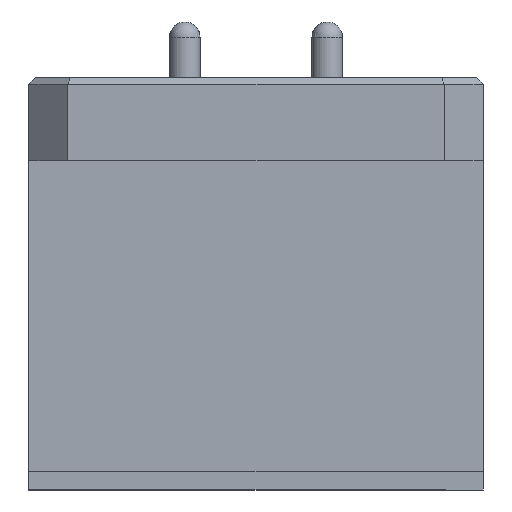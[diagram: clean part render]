
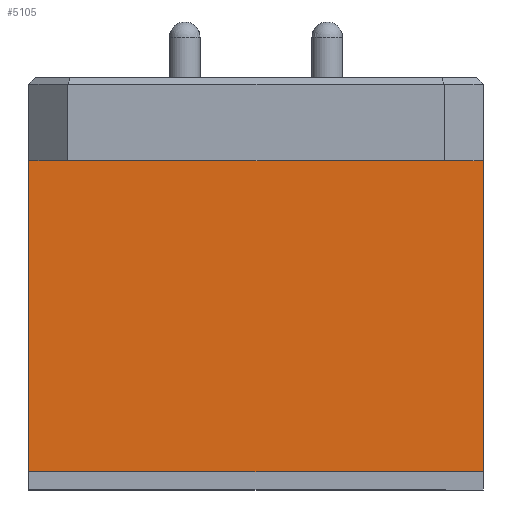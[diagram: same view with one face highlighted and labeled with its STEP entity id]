
A CAD part, front view. The second image highlights one B-rep face of the part: STEP entity #5105.
In plain terms, the highlighted planar face has unit normal (0, -1, 0).
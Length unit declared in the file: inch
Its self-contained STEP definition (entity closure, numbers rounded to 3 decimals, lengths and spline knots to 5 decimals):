
#449 = EDGE_LOOP ( 'NONE', ( #11048, #7756, #9797, #8852 ) ) ;
#1035 = PLANE ( 'NONE',  #10240 ) ;
#2528 = LINE ( 'NONE', #7683, #5829 ) ;
#3008 = EDGE_CURVE ( 'NONE', #10042, #7025, #11582, .T. ) ;
#3022 = VECTOR ( 'NONE', #13758, 39.37008 ) ;
#3194 = CARTESIAN_POINT ( 'NONE',  ( 0.68898, -0.285, -3.99119 ) ) ;
#3474 = CARTESIAN_POINT ( 'NONE',  ( 0.68898, -0.285, -3.99119 ) ) ;
#3741 = LINE ( 'NONE', #3474, #6871 ) ;
#3870 = CARTESIAN_POINT ( 'NONE',  ( -0.68898, -0.285, -0.25197 ) ) ;
#5105 = ADVANCED_FACE ( 'NONE', ( #12268 ), #1035, .F. ) ;
#5106 = EDGE_CURVE ( 'NONE', #8481, #10042, #2528, .T. ) ;
#5293 = DIRECTION ( 'NONE',  ( 0., 0., 1. ) ) ;
#5428 = DIRECTION ( 'NONE',  ( 0., 1., 0. ) ) ;
#5475 = DIRECTION ( 'NONE',  ( -1., 0., 0. ) ) ;
#5490 = VECTOR ( 'NONE', #5293, 39.37008 ) ;
#5760 = DIRECTION ( 'NONE',  ( 0., 0., 1. ) ) ;
#5829 = VECTOR ( 'NONE', #5475, 39.37008 ) ;
#6566 = VERTEX_POINT ( 'NONE', #9616 ) ;
#6871 = VECTOR ( 'NONE', #5760, 39.37008 ) ;
#7025 = VERTEX_POINT ( 'NONE', #3870 ) ;
#7656 = CARTESIAN_POINT ( 'NONE',  ( 0.68898, -0.285, -1.195 ) ) ;
#7683 = CARTESIAN_POINT ( 'NONE',  ( 0.68898, -0.285, -1.195 ) ) ;
#7756 = ORIENTED_EDGE ( 'NONE', *, *, #9462, .T. ) ;
#8481 = VERTEX_POINT ( 'NONE', #7656 ) ;
#8852 = ORIENTED_EDGE ( 'NONE', *, *, #3008, .F. ) ;
#9224 = CARTESIAN_POINT ( 'NONE',  ( 0.68898, -0.285, -0.25197 ) ) ;
#9462 = EDGE_CURVE ( 'NONE', #8481, #6566, #3741, .T. ) ;
#9528 = CARTESIAN_POINT ( 'NONE',  ( -0.68898, -0.285, -3.99119 ) ) ;
#9539 = CARTESIAN_POINT ( 'NONE',  ( -0.68898, -0.285, -1.195 ) ) ;
#9616 = CARTESIAN_POINT ( 'NONE',  ( 0.68898, -0.285, -0.25197 ) ) ;
#9758 = LINE ( 'NONE', #9224, #3022 ) ;
#9797 = ORIENTED_EDGE ( 'NONE', *, *, #12028, .T. ) ;
#9811 = DIRECTION ( 'NONE',  ( 0., 0., 1. ) ) ;
#10042 = VERTEX_POINT ( 'NONE', #9539 ) ;
#10240 = AXIS2_PLACEMENT_3D ( 'NONE', #3194, #5428, #9811 ) ;
#11048 = ORIENTED_EDGE ( 'NONE', *, *, #5106, .F. ) ;
#11582 = LINE ( 'NONE', #9528, #5490 ) ;
#12028 = EDGE_CURVE ( 'NONE', #6566, #7025, #9758, .T. ) ;
#12268 = FACE_OUTER_BOUND ( 'NONE', #449, .T. ) ;
#13758 = DIRECTION ( 'NONE',  ( -1., 0., 0. ) ) ;
